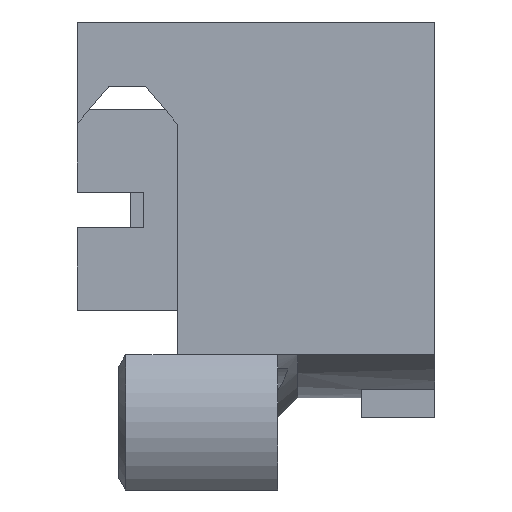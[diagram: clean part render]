
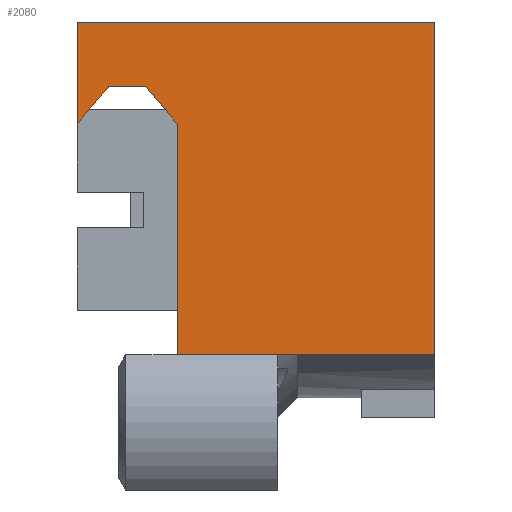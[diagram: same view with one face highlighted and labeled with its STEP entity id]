
A CAD part, left-side view. The second image highlights one B-rep face of the part: STEP entity #2080.
In plain terms, the highlighted planar face has unit normal (-1, 0, 0).
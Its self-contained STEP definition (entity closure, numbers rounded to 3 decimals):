
#54 = DIRECTION ( 'NONE',  ( 0., 1., 0. ) ) ;
#107 = CARTESIAN_POINT ( 'NONE',  ( -31.593, 42., 12.824 ) ) ;
#240 = CARTESIAN_POINT ( 'NONE',  ( -31.593, -11.5, 28.09 ) ) ;
#280 = VERTEX_POINT ( 'NONE', #5794 ) ;
#396 = DIRECTION ( 'NONE',  ( 0., 1., 0. ) ) ;
#495 = CARTESIAN_POINT ( 'NONE',  ( -31.593, 81.596, -21.65 ) ) ;
#638 = VECTOR ( 'NONE', #396, 1000. ) ;
#992 = VECTOR ( 'NONE', #3609, 1000. ) ;
#1157 = FACE_OUTER_BOUND ( 'NONE', #7795, .T. ) ;
#1734 = CARTESIAN_POINT ( 'NONE',  ( -31.593, 42., 12.824 ) ) ;
#1746 = LINE ( 'NONE', #4171, #2368 ) ;
#1776 = CARTESIAN_POINT ( 'NONE',  ( -31.593, -11.5, 18.5 ) ) ;
#2080 = ADVANCED_FACE ( 'NONE', ( #1157 ), #10214, .T. ) ;
#2259 = DIRECTION ( 'NONE',  ( 0., 0., 1. ) ) ;
#2368 = VECTOR ( 'NONE', #54, 1000. ) ;
#2897 = VERTEX_POINT ( 'NONE', #1734 ) ;
#3006 = EDGE_CURVE ( 'NONE', #9030, #4061, #6783, .T. ) ;
#3105 = ORIENTED_EDGE ( 'NONE', *, *, #8677, .T. ) ;
#3189 = LINE ( 'NONE', #495, #6547 ) ;
#3382 = LINE ( 'NONE', #1776, #9919 ) ;
#3439 = CARTESIAN_POINT ( 'NONE',  ( -31.593, 31.762, 18.5 ) ) ;
#3462 = EDGE_CURVE ( 'NONE', #9030, #8845, #4557, .T. ) ;
#3609 = DIRECTION ( 'NONE',  ( 0., -0.643, 0.766 ) ) ;
#3739 = AXIS2_PLACEMENT_3D ( 'NONE', #9304, #6813, #7586 ) ;
#4028 = ORIENTED_EDGE ( 'NONE', *, *, #4341, .T. ) ;
#4061 = VERTEX_POINT ( 'NONE', #8582 ) ;
#4171 = CARTESIAN_POINT ( 'NONE',  ( -31.593, -67.225, 28.09 ) ) ;
#4341 = EDGE_CURVE ( 'NONE', #4061, #280, #10128, .T. ) ;
#4356 = DIRECTION ( 'NONE',  ( 0., 0., 1. ) ) ;
#4557 = LINE ( 'NONE', #10221, #638 ) ;
#4779 = ORIENTED_EDGE ( 'NONE', *, *, #3462, .F. ) ;
#5192 = CARTESIAN_POINT ( 'NONE',  ( -31.593, 42., 28.09 ) ) ;
#5531 = VERTEX_POINT ( 'NONE', #9801 ) ;
#5664 = EDGE_CURVE ( 'NONE', #5531, #5691, #3382, .T. ) ;
#5691 = VERTEX_POINT ( 'NONE', #240 ) ;
#5794 = CARTESIAN_POINT ( 'NONE',  ( -31.593, 27., -21.65 ) ) ;
#5844 = DIRECTION ( 'NONE',  ( 0., -1., 0. ) ) ;
#5932 = DIRECTION ( 'NONE',  ( 0., -0.643, -0.766 ) ) ;
#6031 = CARTESIAN_POINT ( 'NONE',  ( -31.593, 9.53, -7.996 ) ) ;
#6242 = EDGE_CURVE ( 'NONE', #280, #5531, #3189, .T. ) ;
#6547 = VECTOR ( 'NONE', #5844, 1000. ) ;
#6669 = VECTOR ( 'NONE', #2259, 1000. ) ;
#6783 = LINE ( 'NONE', #6031, #7012 ) ;
#6813 = DIRECTION ( 'NONE',  ( -1., 0., 0. ) ) ;
#7012 = VECTOR ( 'NONE', #5932, 1000. ) ;
#7457 = LINE ( 'NONE', #107, #992 ) ;
#7586 = DIRECTION ( 'NONE',  ( 0., 0., 1. ) ) ;
#7710 = DIRECTION ( 'NONE',  ( 0., 0., -1. ) ) ;
#7795 = EDGE_LOOP ( 'NONE', ( #4779, #10636, #4028, #10599, #8298, #8217, #9901, #3105 ) ) ;
#8217 = ORIENTED_EDGE ( 'NONE', *, *, #8681, .T. ) ;
#8298 = ORIENTED_EDGE ( 'NONE', *, *, #5664, .T. ) ;
#8514 = CARTESIAN_POINT ( 'NONE',  ( -31.593, 27., 18.5 ) ) ;
#8582 = CARTESIAN_POINT ( 'NONE',  ( -31.593, 27., 12.824 ) ) ;
#8677 = EDGE_CURVE ( 'NONE', #2897, #8845, #7457, .T. ) ;
#8681 = EDGE_CURVE ( 'NONE', #5691, #9900, #1746, .T. ) ;
#8722 = CARTESIAN_POINT ( 'NONE',  ( -31.593, 37.238, 18.5 ) ) ;
#8805 = EDGE_CURVE ( 'NONE', #2897, #9900, #10345, .T. ) ;
#8845 = VERTEX_POINT ( 'NONE', #8722 ) ;
#9030 = VERTEX_POINT ( 'NONE', #3439 ) ;
#9304 = CARTESIAN_POINT ( 'NONE',  ( -31.593, -67.225, 18.5 ) ) ;
#9376 = VECTOR ( 'NONE', #7710, 1000. ) ;
#9482 = CARTESIAN_POINT ( 'NONE',  ( -31.593, 42., 18.5 ) ) ;
#9801 = CARTESIAN_POINT ( 'NONE',  ( -31.593, -11.5, -21.65 ) ) ;
#9900 = VERTEX_POINT ( 'NONE', #5192 ) ;
#9901 = ORIENTED_EDGE ( 'NONE', *, *, #8805, .F. ) ;
#9919 = VECTOR ( 'NONE', #4356, 1000. ) ;
#10128 = LINE ( 'NONE', #8514, #9376 ) ;
#10214 = PLANE ( 'NONE',  #3739 ) ;
#10221 = CARTESIAN_POINT ( 'NONE',  ( -31.593, -67.225, 18.5 ) ) ;
#10345 = LINE ( 'NONE', #9482, #6669 ) ;
#10599 = ORIENTED_EDGE ( 'NONE', *, *, #6242, .T. ) ;
#10636 = ORIENTED_EDGE ( 'NONE', *, *, #3006, .T. ) ;
